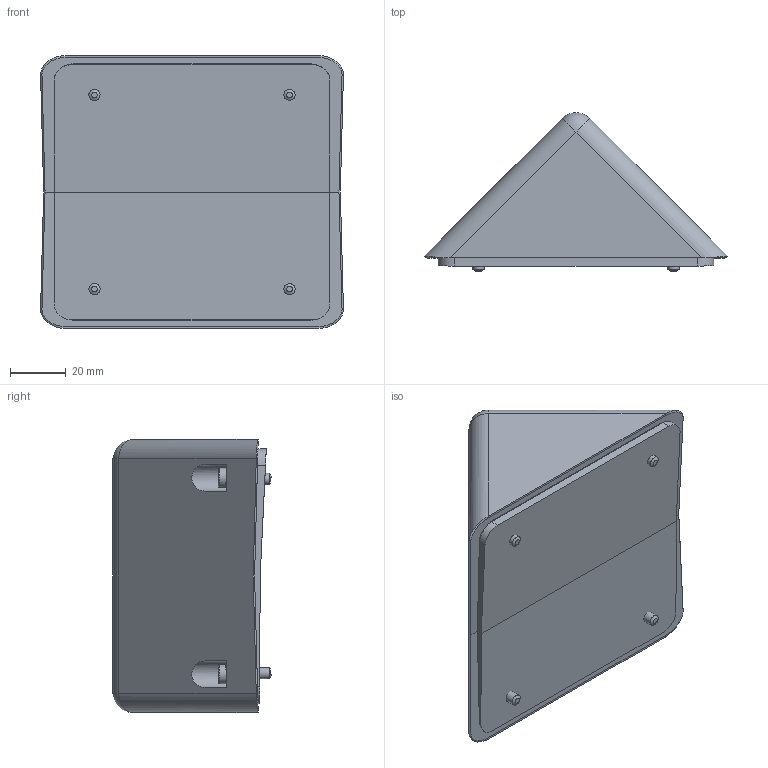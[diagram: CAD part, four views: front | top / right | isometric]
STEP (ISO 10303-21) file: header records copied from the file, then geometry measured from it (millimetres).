
FILE_DESCRIPTION (( 'STEP AP214' ), '1' );
FILE_NAME ('49818010.STEP', '2022-04-01T09:18:46', ( '' ), ( '' ), 'SwSTEP 2.0', 'SolidWorks 2020', '' );
FILE_SCHEMA (( 'AUTOMOTIVE_DESIGN' ));
Length unit declared in the file: millimetre
Products named in the file (7): 12435; 96339; 92082; 93278; 82118_Variante1; 49818010; 96107
Assembly tree (6 placements, depth 2):
  96339
  92082
  49818010
    12435
    82118_Variante1
    93278  x4
  96107
Bounding box: 108.7 x 56.74 x 98 mm (x, y, z)
Volume: 140462.8 mm3; surface area: 59697.2 mm2
Topology: 6 solids, 6 shells, 192 faces, 454 edges, 284 vertices
Faces by surface type: plane 117, cylinder 33, cone 28, torus 8, bspline 4, sphere 2
Full cylindrical faces by diameter (mm): 1.8 x4, 3.5 x4, 4 x4, 6.9 x4
Entity records: 4360 total; most frequent: CARTESIAN_POINT 1535, ORIENTED_EDGE 560, DIRECTION 482, EDGE_CURVE 280, VERTEX_POINT 188, VECTOR 184, LINE 184, EDGE_LOOP 158
